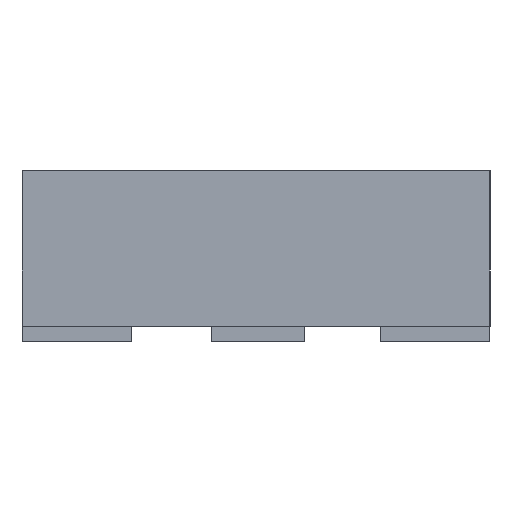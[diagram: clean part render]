
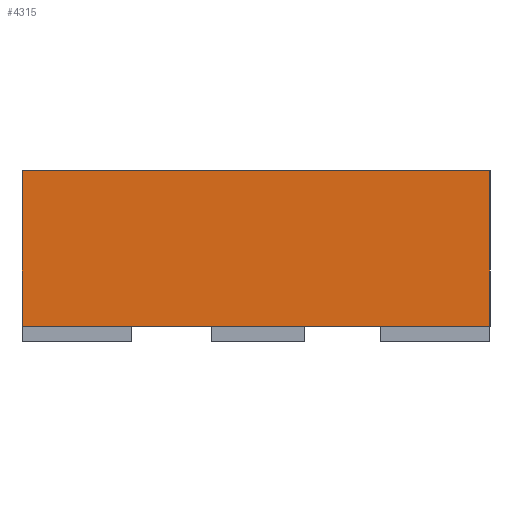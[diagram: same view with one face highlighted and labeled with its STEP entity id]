
A CAD part, left-side view. The second image highlights one B-rep face of the part: STEP entity #4315.
In plain terms, the highlighted planar face has unit normal (-1, 0, 0).
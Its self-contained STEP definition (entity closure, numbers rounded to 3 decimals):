
#48 = EDGE_LOOP ( 'NONE', ( #4007, #7152, #4389, #3195 ) ) ;
#78 = CARTESIAN_POINT ( 'NONE',  ( -1., 0.756, 0.5 ) ) ;
#437 = EDGE_CURVE ( 'NONE', #4689, #4683, #972, .T. ) ;
#602 = AXIS2_PLACEMENT_3D ( 'NONE', #5887, #2462, #6454 ) ;
#694 = CARTESIAN_POINT ( 'NONE',  ( -1., 0.756, 0.5 ) ) ;
#715 = EDGE_CURVE ( 'NONE', #4683, #1959, #7431, .T. ) ;
#829 = VERTEX_POINT ( 'NONE', #2131 ) ;
#972 = LINE ( 'NONE', #694, #5377 ) ;
#1351 = EDGE_CURVE ( 'NONE', #4689, #829, #3351, .T. ) ;
#1362 = PLANE ( 'NONE',  #602 ) ;
#1959 = VERTEX_POINT ( 'NONE', #2768 ) ;
#2131 = CARTESIAN_POINT ( 'NONE',  ( -1., 0.756, 0. ) ) ;
#2462 = DIRECTION ( 'NONE',  ( 1., 0., 0. ) ) ;
#2526 = EDGE_CURVE ( 'NONE', #829, #1959, #4531, .T. ) ;
#2768 = CARTESIAN_POINT ( 'NONE',  ( -1., -0.744, 0. ) ) ;
#2903 = VECTOR ( 'NONE', #6846, 1000. ) ;
#2986 = CARTESIAN_POINT ( 'NONE',  ( -1., -0.744, 0.5 ) ) ;
#3195 = ORIENTED_EDGE ( 'NONE', *, *, #1351, .T. ) ;
#3351 = LINE ( 'NONE', #4288, #4666 ) ;
#4007 = ORIENTED_EDGE ( 'NONE', *, *, #2526, .T. ) ;
#4065 = DIRECTION ( 'NONE',  ( 0., -1., 0. ) ) ;
#4288 = CARTESIAN_POINT ( 'NONE',  ( -1., 0.756, 0.5 ) ) ;
#4315 = ADVANCED_FACE ( 'NONE', ( #7223 ), #1362, .F. ) ;
#4389 = ORIENTED_EDGE ( 'NONE', *, *, #437, .F. ) ;
#4531 = LINE ( 'NONE', #5569, #5722 ) ;
#4666 = VECTOR ( 'NONE', #7118, 1000. ) ;
#4683 = VERTEX_POINT ( 'NONE', #2986 ) ;
#4689 = VERTEX_POINT ( 'NONE', #78 ) ;
#5377 = VECTOR ( 'NONE', #4065, 1000. ) ;
#5569 = CARTESIAN_POINT ( 'NONE',  ( -1., 0.756, 0. ) ) ;
#5722 = VECTOR ( 'NONE', #6139, 1000. ) ;
#5887 = CARTESIAN_POINT ( 'NONE',  ( -1., 0.756, 0.5 ) ) ;
#6139 = DIRECTION ( 'NONE',  ( 0., -1., 0. ) ) ;
#6251 = CARTESIAN_POINT ( 'NONE',  ( -1., -0.744, 0.5 ) ) ;
#6454 = DIRECTION ( 'NONE',  ( 0., 1., 0. ) ) ;
#6846 = DIRECTION ( 'NONE',  ( 0., 0., -1. ) ) ;
#7118 = DIRECTION ( 'NONE',  ( 0., 0., -1. ) ) ;
#7152 = ORIENTED_EDGE ( 'NONE', *, *, #715, .F. ) ;
#7223 = FACE_OUTER_BOUND ( 'NONE', #48, .T. ) ;
#7431 = LINE ( 'NONE', #6251, #2903 ) ;
